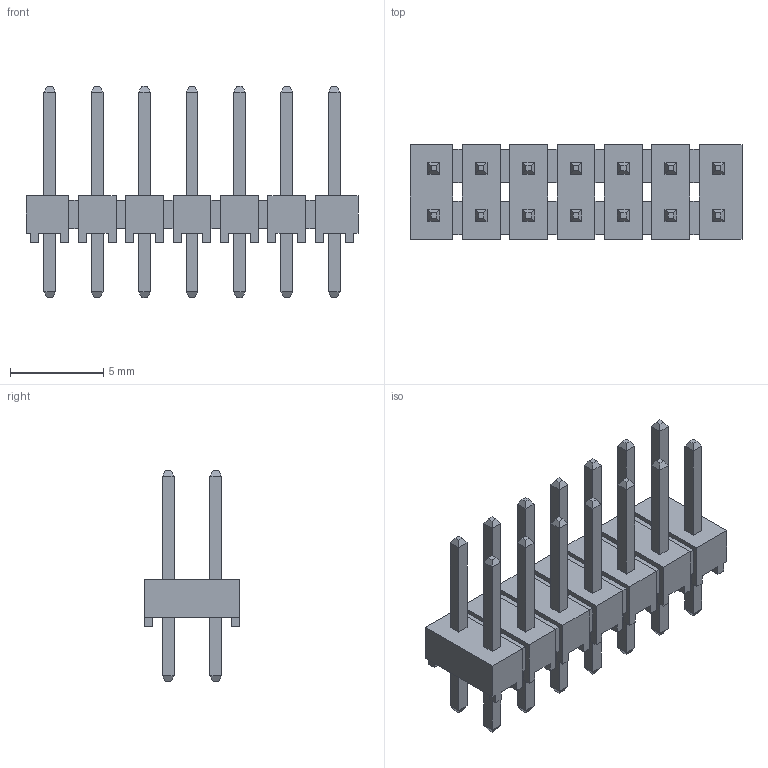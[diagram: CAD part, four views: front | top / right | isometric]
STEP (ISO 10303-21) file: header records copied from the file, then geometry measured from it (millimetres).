
FILE_DESCRIPTION(/* description */ (''),/* implementation_level */ '2;1');
FILE_NAME(/* name */ 'SAMTEC_TSW-107-23-L-D.stp',/* time_stamp */ '2017-03-08T13:05:03+01:00',/* author */ ('riccim'),/* organization */ ('SolidWorks'),/* preprocessor_version */ 'ST-DEVELOPER v15.5',/* originating_system */ 'AutoCAD Mechanical',/* authorisation */ ' ');
FILE_SCHEMA (('AUTOMOTIVE_DESIGN { 1 0 10303 214 3 1 1 }'));
Length unit declared in the file: millimetre
Products named in the file (1): Product
Bounding box: 17.78 x 5.08 x 11.3 mm (x, y, z)
Volume: 222 mm3; surface area: 823.5 mm2
Topology: 47 solids, 47 shells, 482 faces, 1052 edges, 664 vertices
Faces by surface type: plane 482
Entity records: 12740 total; most frequent: CARTESIAN_POINT 2199, ORIENTED_EDGE 2104, DIRECTION 2018, LINE 1052, VECTOR 1052, EDGE_CURVE 1052, VERTEX_POINT 664, AXIS2_PLACEMENT_3D 483
